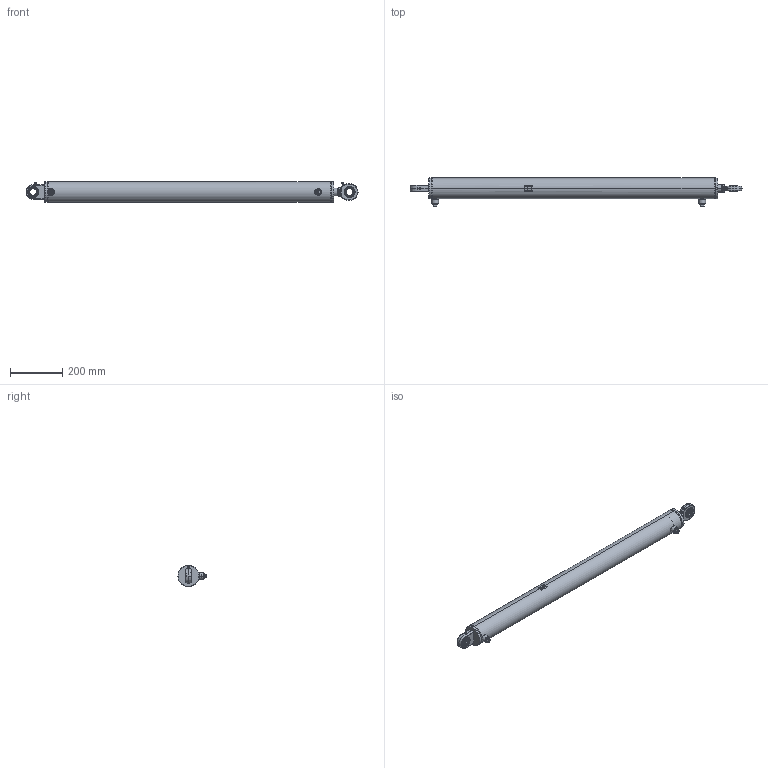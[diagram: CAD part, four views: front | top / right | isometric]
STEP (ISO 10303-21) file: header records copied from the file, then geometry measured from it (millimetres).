
FILE_DESCRIPTION (( 'STEP AP214' ), '1' );
FILE_NAME ('CFGCY0072265-Cylinder.step', '2025-03-13T15:37:19', ( 'Kramp IT' ), ( 'Kramp' ), 'SwSTEP 2.0', 'SolidWorks 2021', '' );
FILE_SCHEMA (( 'AUTOMOTIVE_DESIGN' ));
Length unit declared in the file: millimetre
Products named in the file (20): MATE-AID; DS2907004_Simplified; GF25DO; DC3907001; Rod-WA_Simplified; SP06M; Tube_Simplified; GK25DO-RD; CFGCY0072265-Cylinder; GF25DO-EC; Tube-WA_Simplified; DS2907013030VM_Simplified; DS2907013030_Simplified; GK25DO; Rod_Simplified; Tube-MA_Simplified; DS2906015; LSN06E; DS2907004VM_Simplified
Assembly tree (20 placements, depth 4):
  MATE-AID
  CFGCY0072265-Cylinder
    Tube-WA_Simplified
      Tube-MA_Simplified
        Tube_Simplified
        LSN06E
      LSN06E
      DC3907001
        DC3907001
      GF25DO-EC
        GF25DO
    Rod-WA_Simplified
      Rod_Simplified
      GK25DO-RD
        GK25DO
    DS2907013030VM_Simplified
      DS2907013030_Simplified
    DS2907004VM_Simplified
      DS2907004_Simplified
    DS2906015
    SP06M  x2
Bounding box: 1267.5 x 107 x 80 mm (x, y, z)
Volume: 2563152.8 mm3; surface area: 731569.1 mm2
Topology: 21 solids, 21 shells, 633 faces, 1466 edges, 907 vertices
Faces by surface type: cylinder 205, plane 201, cone 115, bspline 84, torus 28
Entity records: 28124 total; most frequent: CARTESIAN_POINT 10594, DIRECTION 2656, ORIENTED_EDGE 2540, EDGE_CURVE 1270, AXIS2_PLACEMENT_3D 1080, VERTEX_POINT 785, EDGE_LOOP 623, CIRCLE 582
